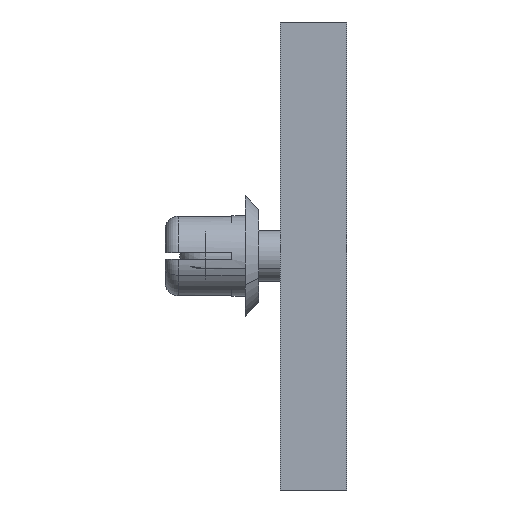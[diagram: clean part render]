
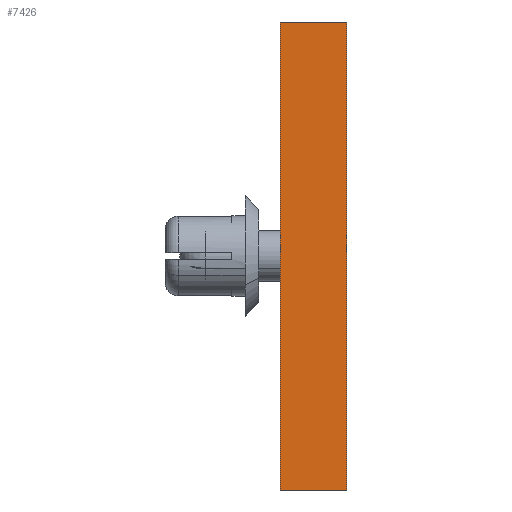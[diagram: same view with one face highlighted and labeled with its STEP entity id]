
A CAD part, front view. The second image highlights one B-rep face of the part: STEP entity #7426.
In plain terms, the highlighted face is planar.
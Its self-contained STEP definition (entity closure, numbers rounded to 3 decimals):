
#5957=DIRECTION('',(0.,-1.,0.));
#5958=VECTOR('',#5957,5.);
#5959=CARTESIAN_POINT('',(-186.,5.,35.));
#5960=LINE('',#5959,#5958);
#5964=DIRECTION('',(0.,0.,-1.));
#5965=VECTOR('',#5964,35.);
#5966=CARTESIAN_POINT('',(-186.,0.,35.));
#5967=LINE('',#5966,#5965);
#5971=DIRECTION('',(0.,1.,0.));
#5972=VECTOR('',#5971,5.);
#5973=CARTESIAN_POINT('',(-186.,0.,0.));
#5974=LINE('',#5973,#5972);
#5978=DIRECTION('',(0.,0.,1.));
#5979=VECTOR('',#5978,35.);
#5980=CARTESIAN_POINT('',(-186.,5.,0.));
#5981=LINE('',#5980,#5979);
#6922=CARTESIAN_POINT('',(-186.,0.,0.));
#6924=VERTEX_POINT('',#6922);
#6928=CARTESIAN_POINT('',(-186.,5.,0.));
#6929=VERTEX_POINT('',#6928);
#6930=CARTESIAN_POINT('',(-186.,0.,35.));
#6932=VERTEX_POINT('',#6930);
#7042=CARTESIAN_POINT('',(-186.,5.,35.));
#7044=VERTEX_POINT('',#7042);
#7415=CARTESIAN_POINT('',(-186.,0.,0.));
#7416=DIRECTION('',(1.,0.,0.));
#7417=DIRECTION('',(0.,1.,0.));
#7418=AXIS2_PLACEMENT_3D('',#7415,#7416,#7417);
#7419=PLANE('',#7418);
#7420=ORIENTED_EDGE('',*,*,#7347,.T.);
#7421=ORIENTED_EDGE('',*,*,#7207,.T.);
#7422=ORIENTED_EDGE('',*,*,#7185,.T.);
#7423=ORIENTED_EDGE('',*,*,#7368,.T.);
#7424=EDGE_LOOP('',(#7420,#7421,#7422,#7423));
#7425=FACE_OUTER_BOUND('',#7424,.F.);
#7185=EDGE_CURVE('',#6924,#6929,#5974,.T.);
#7207=EDGE_CURVE('',#6932,#6924,#5967,.T.);
#7347=EDGE_CURVE('',#7044,#6932,#5960,.T.);
#7368=EDGE_CURVE('',#6929,#7044,#5981,.T.);
#7426=ADVANCED_FACE('',(#7425),#7419,.F.);
